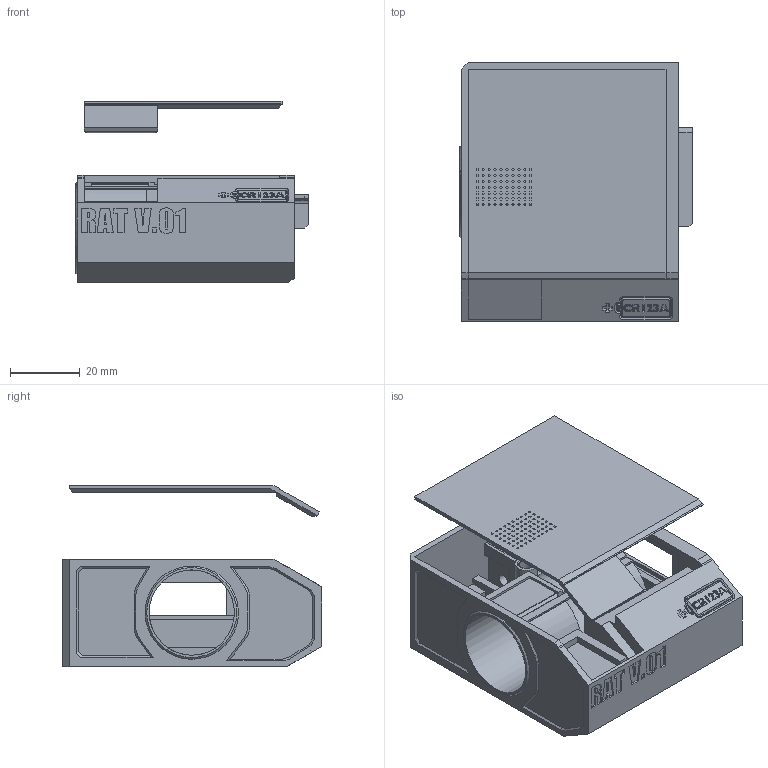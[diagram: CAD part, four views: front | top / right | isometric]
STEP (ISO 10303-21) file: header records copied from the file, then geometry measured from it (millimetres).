
FILE_DESCRIPTION(/* description */ (''),/* implementation_level */ '2;1');
FILE_NAME(/* name */ 'RAT Ballistic Computer v1.step',/* time_stamp */ '2025-04-27T23:24:15-04:00',/* author */ (''),/* organization */ (''),/* preprocessor_version */ 'ST-DEVELOPER v20.1',/* originating_system */ 'Autodesk Translation Framework v14.4.0.0',/* authorisation */ '');
FILE_SCHEMA (('AUTOMOTIVE_DESIGN { 1 0 10303 214 3 1 1 }'));
Products named in the file (1): RAT Ballistic Computer
Bounding box: 66.55 x 74.15 x 51.83 mm (x, y, z)
Volume: 60040 mm3; surface area: 40066.1 mm2
Topology: 2 solids, 4 shells, 1112 faces, 3135 edges, 2053 vertices
Faces by surface type: plane 887, bspline 155, cylinder 48, cone 22
Full cylindrical faces by diameter (mm): 1 x1, 3.5 x1, 3.9 x2, 4 x1, 8.7 x1, 9.483 x8, 10.32 x6, 10.35 x1, 17 x1, 24.4 x1
Entity records: 47810 total; most frequent: CARTESIAN_POINT 19886, ORIENTED_EDGE 6270, DIRECTION 4788, EDGE_CURVE 3135, LINE 2588, VECTOR 2588, VERTEX_POINT 2053, EDGE_LOOP 1295
